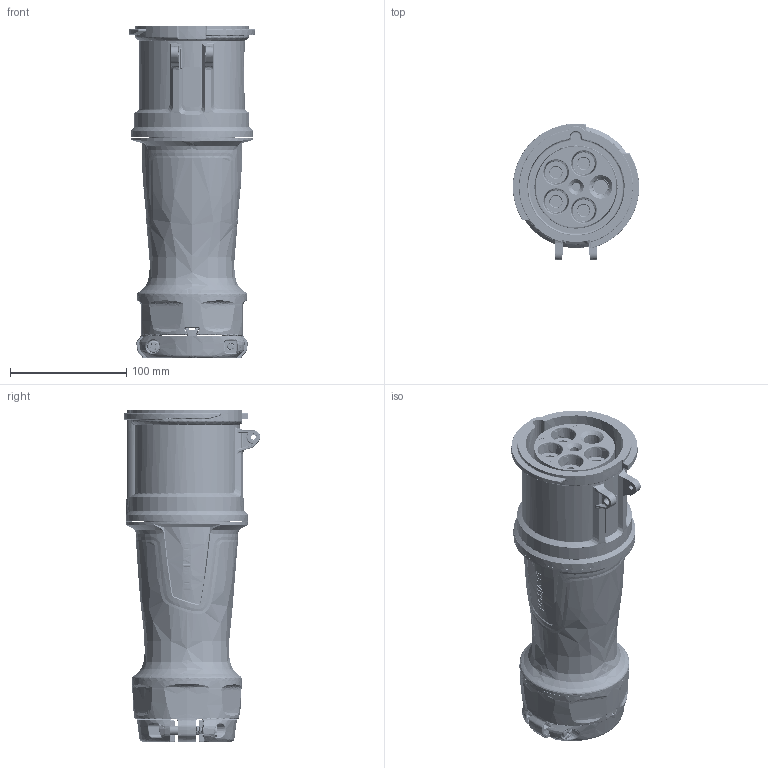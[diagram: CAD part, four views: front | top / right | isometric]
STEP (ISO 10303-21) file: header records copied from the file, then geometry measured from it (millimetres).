
FILE_DESCRIPTION (( 'STEP AP214' ), '1' );
FILE_NAME ('ORB4430-M09.STEP', '2023-02-07T19:11:45', ( '' ), ( '' ), 'SwSTEP 2.0', 'SolidWorks 2020', '' );
FILE_SCHEMA (( 'AUTOMOTIVE_DESIGN' ));
Length unit declared in the file: inch
Products named in the file (1): ORB4430-M09
Bounding box: 108.46 x 117.25 x 285.16 mm (x, y, z)
Volume: 907338.8 mm3; surface area: 367282.7 mm2
Topology: 27 solids, 41 shells, 8503 faces, 19928 edges, 11547 vertices
Faces by surface type: bspline 4401, plane 1843, cylinder 1630, cone 271, sphere 193, torus 165
Full cylindrical faces by diameter (mm): 2.362 x1, 3.988 x1, 5.105 x2, 5.334 x5, 5.461 x1, 6.35 x2, 7.925 x2, 10.084 x8, 10.516 x2, 11.1 x4, 12.09 x2, 12.54 x4, 13.106 x1, 14.54 x1, 37.465 x1, 50.151 x1, 50.8 x1, 65.087 x2, 70.836 x1, 73.924 x1, 76.992 x2, 94.248 x2
Entity records: 613492 total; most frequent: CARTESIAN_POINT 353244, ORIENTED_EDGE 38766, DIRECTION 20228, EDGE_CURVE 19383, VERTEX_POINT 11460, EDGE_LOOP 9027, FACE_OUTER_BOUND 8593, ADVANCED_FACE 8501
